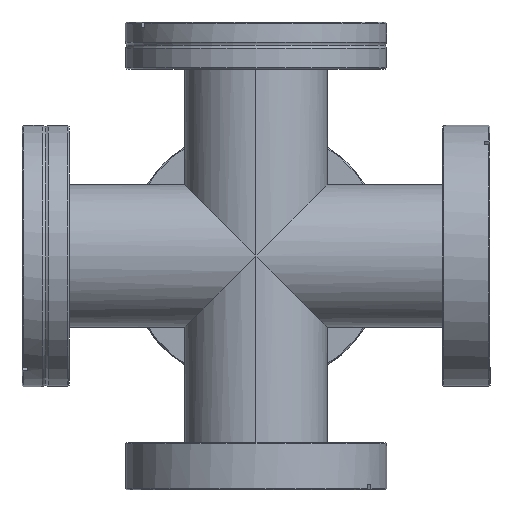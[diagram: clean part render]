
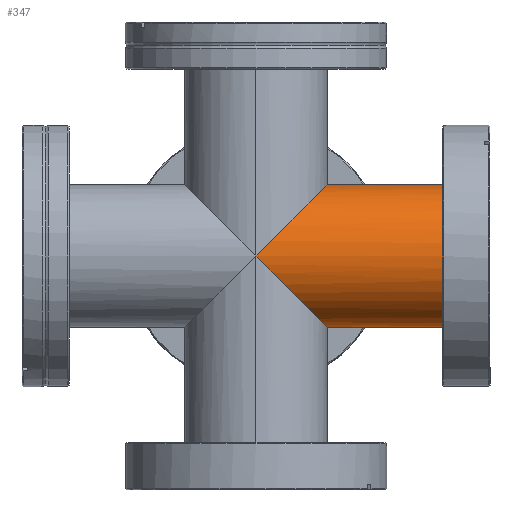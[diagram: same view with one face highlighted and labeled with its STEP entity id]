
A CAD part, left-side view. The second image highlights one B-rep face of the part: STEP entity #347.
In plain terms, the highlighted cylindrical face has radius 19.05 mm (diameter 38.1 mm), a partial arc.
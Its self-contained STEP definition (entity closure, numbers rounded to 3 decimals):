
#94 = DIRECTION ( 'NONE',  ( 0., 1., 0. ) ) ;
#102 = CARTESIAN_POINT ( 'NONE',  ( -19.05, -11.159, 11.159 ) ) ;
#203 = ORIENTED_EDGE ( 'NONE', *, *, #3209, .F. ) ;
#223 =( BOUNDED_CURVE ( )  B_SPLINE_CURVE ( 3, ( #3472, #1095, #3863, #1501 ),
 .UNSPECIFIED., .F., .F. ) 
 B_SPLINE_CURVE_WITH_KNOTS ( ( 4, 4 ),
 ( 0., 1.571 ),
 .UNSPECIFIED. ) 
 CURVE ( )  GEOMETRIC_REPRESENTATION_ITEM ( )  RATIONAL_B_SPLINE_CURVE ( ( 1., 0.805, 0.805, 1. ) ) 
 REPRESENTATION_ITEM ( '' )  );
#246 = AXIS2_PLACEMENT_3D ( 'NONE', #2057, #94, #4298 ) ;
#312 = FACE_OUTER_BOUND ( 'NONE', #1203, .T. ) ;
#316 = CARTESIAN_POINT ( 'NONE',  ( 0., 57.4, 19.05 ) ) ;
#347 = ADVANCED_FACE ( 'NONE', ( #312 ), #3357, .T. ) ;
#511 = CARTESIAN_POINT ( 'NONE',  ( -11.159, -19.05, 19.05 ) ) ;
#521 = VERTEX_POINT ( 'NONE', #1537 ) ;
#544 = LINE ( 'NONE', #316, #2510 ) ;
#819 = EDGE_CURVE ( 'NONE', #521, #1023, #911, .T. ) ;
#911 = CIRCLE ( 'NONE', #246, 19.05 ) ;
#955 = EDGE_CURVE ( 'NONE', #3797, #1023, #544, .T. ) ;
#1023 = VERTEX_POINT ( 'NONE', #3220 ) ;
#1095 = CARTESIAN_POINT ( 'NONE',  ( -11.159, -19.05, -19.05 ) ) ;
#1133 = ORIENTED_EDGE ( 'NONE', *, *, #819, .T. ) ;
#1203 = EDGE_LOOP ( 'NONE', ( #2691, #203, #2919, #3065, #1133 ) ) ;
#1501 = CARTESIAN_POINT ( 'NONE',  ( -19.05, 0., 0. ) ) ;
#1537 = CARTESIAN_POINT ( 'NONE',  ( 0., -57.4, -19.05 ) ) ;
#1583 = VERTEX_POINT ( 'NONE', #2705 ) ;
#2057 = CARTESIAN_POINT ( 'NONE',  ( 0., -57.4, 0. ) ) ;
#2510 = VECTOR ( 'NONE', #4275, 1000. ) ;
#2675 = VECTOR ( 'NONE', #4745, 1000. ) ;
#2691 = ORIENTED_EDGE ( 'NONE', *, *, #955, .F. ) ;
#2705 = CARTESIAN_POINT ( 'NONE',  ( 0., -19.05, -19.05 ) ) ;
#2913 = CARTESIAN_POINT ( 'NONE',  ( -19.05, 0., 0. ) ) ;
#2915 = EDGE_CURVE ( 'NONE', #1583, #521, #3723, .T. ) ;
#2919 = ORIENTED_EDGE ( 'NONE', *, *, #4367, .F. ) ;
#3065 = ORIENTED_EDGE ( 'NONE', *, *, #2915, .T. ) ;
#3129 = CARTESIAN_POINT ( 'NONE',  ( 0., 57.4, -19.05 ) ) ;
#3209 = EDGE_CURVE ( 'NONE', #3252, #3797, #4122, .T. ) ;
#3220 = CARTESIAN_POINT ( 'NONE',  ( 0., -57.4, 19.05 ) ) ;
#3252 = VERTEX_POINT ( 'NONE', #2913 ) ;
#3271 = CARTESIAN_POINT ( 'NONE',  ( 0., -19.05, 19.05 ) ) ;
#3357 = CYLINDRICAL_SURFACE ( 'NONE', #4673, 19.05 ) ;
#3465 = DIRECTION ( 'NONE',  ( 0., -1., 0. ) ) ;
#3472 = CARTESIAN_POINT ( 'NONE',  ( 0., -19.05, -19.05 ) ) ;
#3723 = LINE ( 'NONE', #3129, #2675 ) ;
#3797 = VERTEX_POINT ( 'NONE', #3939 ) ;
#3863 = CARTESIAN_POINT ( 'NONE',  ( -19.05, -11.159, -11.159 ) ) ;
#3939 = CARTESIAN_POINT ( 'NONE',  ( 0., -19.05, 19.05 ) ) ;
#4055 = CARTESIAN_POINT ( 'NONE',  ( -19.05, 0., 0. ) ) ;
#4122 =( BOUNDED_CURVE ( )  B_SPLINE_CURVE ( 3, ( #4055, #102, #511, #3271 ),
 .UNSPECIFIED., .F., .F. ) 
 B_SPLINE_CURVE_WITH_KNOTS ( ( 4, 4 ),
 ( 4.712, 6.283 ),
 .UNSPECIFIED. ) 
 CURVE ( )  GEOMETRIC_REPRESENTATION_ITEM ( )  RATIONAL_B_SPLINE_CURVE ( ( 1., 0.805, 0.805, 1. ) ) 
 REPRESENTATION_ITEM ( '' )  );
#4275 = DIRECTION ( 'NONE',  ( 0., -1., 0. ) ) ;
#4298 = DIRECTION ( 'NONE',  ( 0., 0., 1. ) ) ;
#4367 = EDGE_CURVE ( 'NONE', #1583, #3252, #223, .T. ) ;
#4655 = CARTESIAN_POINT ( 'NONE',  ( 0., 57.4, 0. ) ) ;
#4673 = AXIS2_PLACEMENT_3D ( 'NONE', #4655, #3465, #5024 ) ;
#4745 = DIRECTION ( 'NONE',  ( 0., -1., 0. ) ) ;
#5024 = DIRECTION ( 'NONE',  ( 0., 0., -1. ) ) ;
